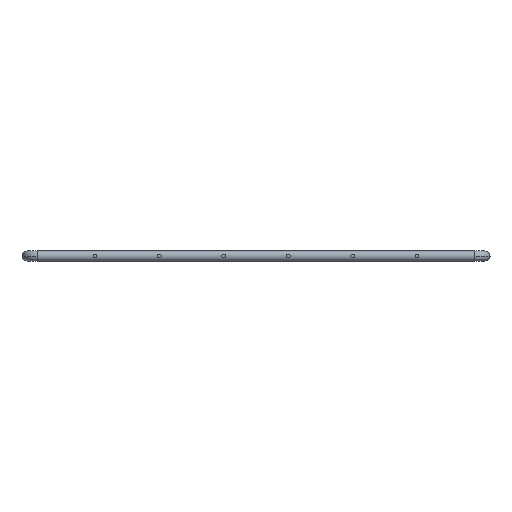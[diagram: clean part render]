
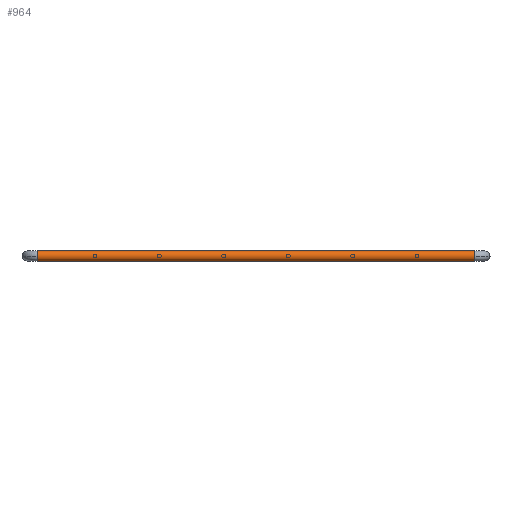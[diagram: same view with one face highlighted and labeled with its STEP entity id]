
A CAD part, left-side view. The second image highlights one B-rep face of the part: STEP entity #964.
In plain terms, the highlighted cylindrical face has radius 4 mm (diameter 8 mm), a partial arc.
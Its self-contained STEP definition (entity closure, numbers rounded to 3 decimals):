
#97 = CARTESIAN_POINT ( 'NONE',  ( -541., -172.5, 0. ) ) ;
#103 = ORIENTED_EDGE ( 'NONE', *, *, #2781, .T. ) ;
#108 = EDGE_CURVE ( 'NONE', #719, #1047, #2587, .T. ) ;
#109 = EDGE_CURVE ( 'NONE', #205, #662, #159, .T. ) ;
#143 = CARTESIAN_POINT ( 'NONE',  ( -537., 172.5, 4. ) ) ;
#144 = ORIENTED_EDGE ( 'NONE', *, *, #109, .T. ) ;
#159 = CIRCLE ( 'NONE', #258, 4. ) ;
#205 = VERTEX_POINT ( 'NONE', #97 ) ;
#258 = AXIS2_PLACEMENT_3D ( 'NONE', #2058, #900, #2729 ) ;
#288 = ORIENTED_EDGE ( 'NONE', *, *, #2756, .T. ) ;
#385 = LINE ( 'NONE', #143, #625 ) ;
#392 = CARTESIAN_POINT ( 'NONE',  ( -537., -172.5, 4. ) ) ;
#398 = DIRECTION ( 'NONE',  ( 0., -1., 0. ) ) ;
#457 = VERTEX_POINT ( 'NONE', #2722 ) ;
#552 = AXIS2_PLACEMENT_3D ( 'NONE', #1322, #2742, #2288 ) ;
#577 = CIRCLE ( 'NONE', #1330, 4. ) ;
#603 = FACE_OUTER_BOUND ( 'NONE', #2798, .T. ) ;
#625 = VECTOR ( 'NONE', #2887, 1000. ) ;
#662 = VERTEX_POINT ( 'NONE', #392 ) ;
#719 = VERTEX_POINT ( 'NONE', #1801 ) ;
#825 = DIRECTION ( 'NONE',  ( 0., 0., -1. ) ) ;
#851 = DIRECTION ( 'NONE',  ( 0., 1., 0. ) ) ;
#900 = DIRECTION ( 'NONE',  ( 0., 1., 0. ) ) ;
#964 = ADVANCED_FACE ( 'NONE', ( #603 ), #1503, .T. ) ;
#1035 = DIRECTION ( 'NONE',  ( 0., -1., 0. ) ) ;
#1040 = CARTESIAN_POINT ( 'NONE',  ( -537., 172.5, 4. ) ) ;
#1047 = VERTEX_POINT ( 'NONE', #1475 ) ;
#1322 = CARTESIAN_POINT ( 'NONE',  ( -537., 172.5, 0. ) ) ;
#1330 = AXIS2_PLACEMENT_3D ( 'NONE', #1409, #2297, #2757 ) ;
#1378 = ORIENTED_EDGE ( 'NONE', *, *, #108, .F. ) ;
#1409 = CARTESIAN_POINT ( 'NONE',  ( -537., 172.5, 0. ) ) ;
#1453 = ORIENTED_EDGE ( 'NONE', *, *, #2876, .F. ) ;
#1475 = CARTESIAN_POINT ( 'NONE',  ( -541., 172.5, 0. ) ) ;
#1503 = CYLINDRICAL_SURFACE ( 'NONE', #2204, 4. ) ;
#1540 = ORIENTED_EDGE ( 'NONE', *, *, #2814, .F. ) ;
#1801 = CARTESIAN_POINT ( 'NONE',  ( -537., 172.5, -4. ) ) ;
#1887 = VERTEX_POINT ( 'NONE', #1040 ) ;
#1889 = CIRCLE ( 'NONE', #2330, 4. ) ;
#1964 = DIRECTION ( 'NONE',  ( -1., 0., 0. ) ) ;
#2013 = CARTESIAN_POINT ( 'NONE',  ( -537., 172.5, -4. ) ) ;
#2058 = CARTESIAN_POINT ( 'NONE',  ( -537., -172.5, 0. ) ) ;
#2087 = VECTOR ( 'NONE', #398, 1000. ) ;
#2204 = AXIS2_PLACEMENT_3D ( 'NONE', #2398, #1035, #825 ) ;
#2288 = DIRECTION ( 'NONE',  ( -1., 0., 0. ) ) ;
#2297 = DIRECTION ( 'NONE',  ( 0., 1., 0. ) ) ;
#2330 = AXIS2_PLACEMENT_3D ( 'NONE', #2639, #851, #1964 ) ;
#2398 = CARTESIAN_POINT ( 'NONE',  ( -537., 172.5, 0. ) ) ;
#2437 = LINE ( 'NONE', #2013, #2087 ) ;
#2587 = CIRCLE ( 'NONE', #552, 4. ) ;
#2639 = CARTESIAN_POINT ( 'NONE',  ( -537., -172.5, 0. ) ) ;
#2722 = CARTESIAN_POINT ( 'NONE',  ( -537., -172.5, -4. ) ) ;
#2729 = DIRECTION ( 'NONE',  ( -1., 0., 0. ) ) ;
#2742 = DIRECTION ( 'NONE',  ( 0., 1., 0. ) ) ;
#2756 = EDGE_CURVE ( 'NONE', #457, #205, #1889, .T. ) ;
#2757 = DIRECTION ( 'NONE',  ( -1., 0., 0. ) ) ;
#2781 = EDGE_CURVE ( 'NONE', #719, #457, #2437, .T. ) ;
#2798 = EDGE_LOOP ( 'NONE', ( #1540, #1453, #1378, #103, #288, #144 ) ) ;
#2814 = EDGE_CURVE ( 'NONE', #1887, #662, #385, .T. ) ;
#2876 = EDGE_CURVE ( 'NONE', #1047, #1887, #577, .T. ) ;
#2887 = DIRECTION ( 'NONE',  ( 0., -1., 0. ) ) ;
